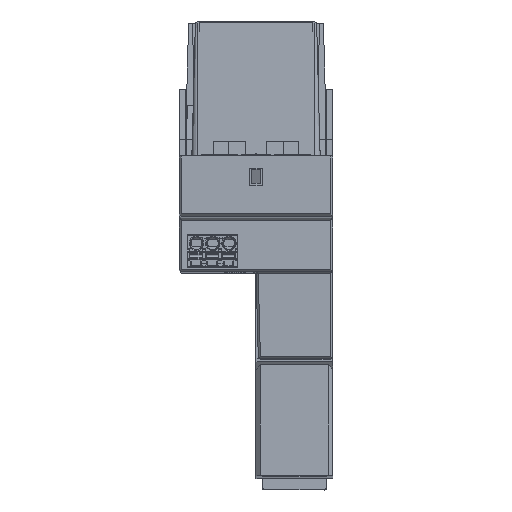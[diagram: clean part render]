
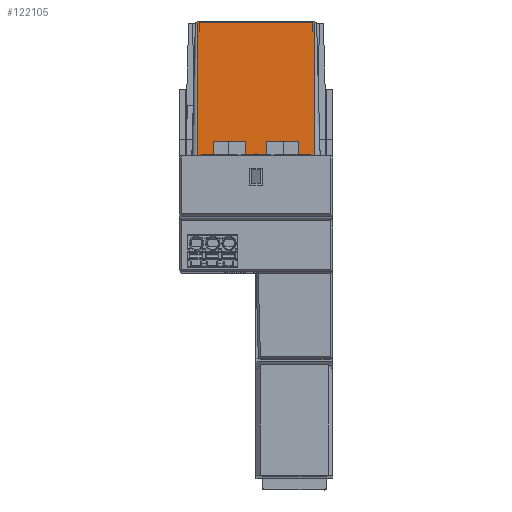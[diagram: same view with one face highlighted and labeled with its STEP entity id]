
A CAD part, top view. The second image highlights one B-rep face of the part: STEP entity #122105.
In plain terms, the highlighted face is planar.
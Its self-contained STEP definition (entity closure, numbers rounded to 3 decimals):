
#75642=DIRECTION('',(-0.026,1.,0.));
#75643=VECTOR('',#75642,31.411);
#75644=CARTESIAN_POINT('',(-109.05,-58.4,13.8));
#75645=LINE('',#75644,#75643);
#75714=DIRECTION('',(0.,0.,1.));
#75715=VECTOR('',#75714,27.6);
#75716=CARTESIAN_POINT('',(-109.05,-58.4,-13.8));
#75717=LINE('',#75716,#75715);
#75854=DIRECTION('',(0.026,-1.,0.));
#75855=VECTOR('',#75854,3.501);
#75856=CARTESIAN_POINT('',(-109.873,-27.,9.9));
#75857=LINE('',#75856,#75855);
#75882=DIRECTION('',(0.,0.,1.));
#75883=VECTOR('',#75882,3.9);
#75884=CARTESIAN_POINT('',(-109.873,-27.,-13.8));
#75885=LINE('',#75884,#75883);
#75889=DIRECTION('',(0.,0.,1.));
#75890=VECTOR('',#75889,7.4);
#75891=CARTESIAN_POINT('',(-109.781,-30.5,-9.9));
#75892=LINE('',#75891,#75890);
#75896=DIRECTION('',(0.,0.,1.));
#75897=VECTOR('',#75896,5.);
#75898=CARTESIAN_POINT('',(-109.873,-27.,-2.5));
#75899=LINE('',#75898,#75897);
#75903=DIRECTION('',(0.,0.,1.));
#75904=VECTOR('',#75903,7.4);
#75905=CARTESIAN_POINT('',(-109.781,-30.5,2.5));
#75906=LINE('',#75905,#75904);
#75910=DIRECTION('',(0.,0.,1.));
#75911=VECTOR('',#75910,3.9);
#75912=CARTESIAN_POINT('',(-109.873,-27.,9.9));
#75913=LINE('',#75912,#75911);
#75917=DIRECTION('',(0.026,-1.,0.));
#75918=VECTOR('',#75917,31.411);
#75919=CARTESIAN_POINT('',(-109.873,-27.,-13.8));
#75920=LINE('',#75919,#75918);
#76022=DIRECTION('',(-0.026,1.,0.));
#76023=VECTOR('',#76022,3.501);
#76024=CARTESIAN_POINT('',(-109.781,-30.5,-9.9));
#76025=LINE('',#76024,#76023);
#76064=DIRECTION('',(0.026,-1.,0.));
#76065=VECTOR('',#76064,3.501);
#76066=CARTESIAN_POINT('',(-109.873,-27.,-2.5));
#76067=LINE('',#76066,#76065);
#76120=DIRECTION('',(-0.026,1.,0.));
#76121=VECTOR('',#76120,3.501);
#76122=CARTESIAN_POINT('',(-109.781,-30.5,2.5));
#76123=LINE('',#76122,#76121);
#91016=CARTESIAN_POINT('',(-109.873,-27.,13.8));
#91017=VERTEX_POINT('',#91016);
#91018=CARTESIAN_POINT('',(-109.873,-27.,9.9));
#91019=VERTEX_POINT('',#91018);
#91024=CARTESIAN_POINT('',(-109.873,-27.,2.5));
#91025=VERTEX_POINT('',#91024);
#91026=CARTESIAN_POINT('',(-109.873,-27.,-2.5));
#91027=VERTEX_POINT('',#91026);
#91032=CARTESIAN_POINT('',(-109.873,-27.,-9.9));
#91033=VERTEX_POINT('',#91032);
#91034=CARTESIAN_POINT('',(-109.873,-27.,-13.8));
#91035=VERTEX_POINT('',#91034);
#91240=CARTESIAN_POINT('',(-109.05,-58.4,13.8));
#91241=VERTEX_POINT('',#91240);
#91254=CARTESIAN_POINT('',(-109.05,-58.4,-13.8));
#91255=VERTEX_POINT('',#91254);
#91264=CARTESIAN_POINT('',(-109.781,-30.5,9.9));
#91265=VERTEX_POINT('',#91264);
#91266=CARTESIAN_POINT('',(-109.781,-30.5,2.5));
#91267=VERTEX_POINT('',#91266);
#91268=CARTESIAN_POINT('',(-109.781,-30.5,-9.9));
#91269=VERTEX_POINT('',#91268);
#91270=CARTESIAN_POINT('',(-109.781,-30.5,-2.5));
#91271=VERTEX_POINT('',#91270);
#122081=CARTESIAN_POINT('',(-109.65,-35.5,15.812));
#122082=DIRECTION('',(-1.,-0.026,0.));
#122083=DIRECTION('',(0.,0.,-1.));
#122084=AXIS2_PLACEMENT_3D('',#122081,#122082,#122083);
#122085=PLANE('',#122084);
#122086=ORIENTED_EDGE('',*,*,#121889,.F.);
#122087=ORIENTED_EDGE('',*,*,#121923,.F.);
#122089=ORIENTED_EDGE('',*,*,#122088,.F.);
#122090=ORIENTED_EDGE('',*,*,#120154,.T.);
#122092=ORIENTED_EDGE('',*,*,#122091,.F.);
#122094=ORIENTED_EDGE('',*,*,#122093,.T.);
#122096=ORIENTED_EDGE('',*,*,#122095,.F.);
#122097=ORIENTED_EDGE('',*,*,#120146,.T.);
#122099=ORIENTED_EDGE('',*,*,#122098,.F.);
#122100=ORIENTED_EDGE('',*,*,#122041,.T.);
#122101=ORIENTED_EDGE('',*,*,#122061,.F.);
#122102=ORIENTED_EDGE('',*,*,#120138,.T.);
#122103=EDGE_LOOP('',(#122086,#122087,#122089,#122090,#122092,#122094,#122096,
#122097,#122099,#122100,#122101,#122102));
#122104=FACE_OUTER_BOUND('',#122103,.F.);
#120138=EDGE_CURVE('',#91019,#91017,#75913,.T.);
#120146=EDGE_CURVE('',#91027,#91025,#75899,.T.);
#120154=EDGE_CURVE('',#91035,#91033,#75885,.T.);
#121889=EDGE_CURVE('',#91241,#91017,#75645,.T.);
#121923=EDGE_CURVE('',#91255,#91241,#75717,.T.);
#122041=EDGE_CURVE('',#91267,#91265,#75906,.T.);
#122061=EDGE_CURVE('',#91019,#91265,#75857,.T.);
#122088=EDGE_CURVE('',#91035,#91255,#75920,.T.);
#122091=EDGE_CURVE('',#91269,#91033,#76025,.T.);
#122093=EDGE_CURVE('',#91269,#91271,#75892,.T.);
#122095=EDGE_CURVE('',#91027,#91271,#76067,.T.);
#122098=EDGE_CURVE('',#91267,#91025,#76123,.T.);
#122105=ADVANCED_FACE('',(#122104),#122085,.T.);
